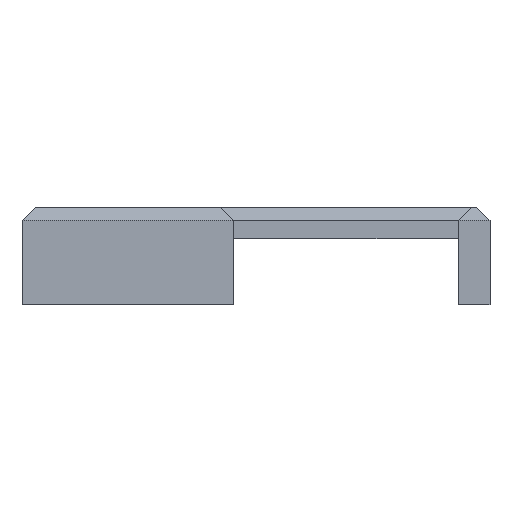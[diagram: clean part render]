
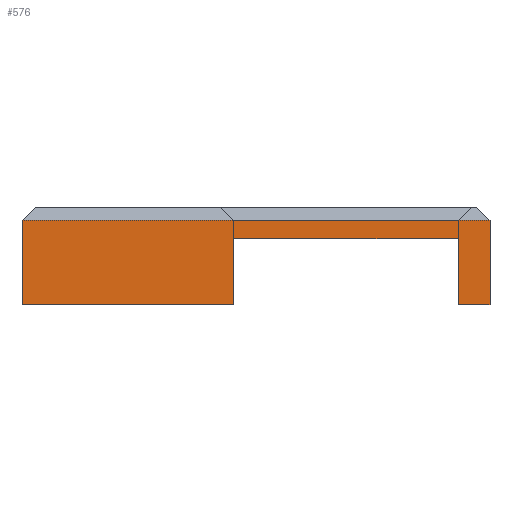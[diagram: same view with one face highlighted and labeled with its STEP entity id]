
A CAD part, front view. The second image highlights one B-rep face of the part: STEP entity #576.
In plain terms, the highlighted planar face has unit normal (0, -1, 0).
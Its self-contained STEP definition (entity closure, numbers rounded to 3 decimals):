
#154 = VERTEX_POINT('',#155);
#155 = CARTESIAN_POINT('',(0.,-49.2,3.2));
#202 = VERTEX_POINT('',#203);
#203 = CARTESIAN_POINT('',(17.7,-49.2,3.2));
#209 = EDGE_CURVE('',#154,#202,#210,.T.);
#210 = LINE('',#211,#212);
#211 = CARTESIAN_POINT('',(0.,-49.2,3.2));
#212 = VECTOR('',#213,1.);
#213 = DIRECTION('',(1.,0.,0.));
#370 = EDGE_CURVE('',#154,#371,#373,.T.);
#371 = VERTEX_POINT('',#372);
#372 = CARTESIAN_POINT('',(0.,-49.2,0.));
#373 = LINE('',#374,#375);
#374 = CARTESIAN_POINT('',(0.,-49.2,3.7));
#375 = VECTOR('',#376,1.);
#376 = DIRECTION('',(0.,0.,-1.));
#576 = ADVANCED_FACE('',(#577),#627,.F.);
#577 = FACE_BOUND('',#578,.F.);
#578 = EDGE_LOOP('',(#579,#587,#595,#603,#611,#619,#625,#626));
#579 = ORIENTED_EDGE('',*,*,#580,.F.);
#580 = EDGE_CURVE('',#581,#202,#583,.T.);
#581 = VERTEX_POINT('',#582);
#582 = CARTESIAN_POINT('',(17.7,-49.2,0.));
#583 = LINE('',#584,#585);
#584 = CARTESIAN_POINT('',(17.7,-49.2,0.));
#585 = VECTOR('',#586,1.);
#586 = DIRECTION('',(0.,0.,1.));
#587 = ORIENTED_EDGE('',*,*,#588,.F.);
#588 = EDGE_CURVE('',#589,#581,#591,.T.);
#589 = VERTEX_POINT('',#590);
#590 = CARTESIAN_POINT('',(16.5,-49.2,0.));
#591 = LINE('',#592,#593);
#592 = CARTESIAN_POINT('',(16.5,-49.2,0.));
#593 = VECTOR('',#594,1.);
#594 = DIRECTION('',(1.,0.,0.));
#595 = ORIENTED_EDGE('',*,*,#596,.F.);
#596 = EDGE_CURVE('',#597,#589,#599,.T.);
#597 = VERTEX_POINT('',#598);
#598 = CARTESIAN_POINT('',(16.5,-49.2,2.5));
#599 = LINE('',#600,#601);
#600 = CARTESIAN_POINT('',(16.5,-49.2,2.5));
#601 = VECTOR('',#602,1.);
#602 = DIRECTION('',(0.,0.,-1.));
#603 = ORIENTED_EDGE('',*,*,#604,.F.);
#604 = EDGE_CURVE('',#605,#597,#607,.T.);
#605 = VERTEX_POINT('',#606);
#606 = CARTESIAN_POINT('',(8.,-49.2,2.5));
#607 = LINE('',#608,#609);
#608 = CARTESIAN_POINT('',(8.,-49.2,2.5));
#609 = VECTOR('',#610,1.);
#610 = DIRECTION('',(1.,0.,0.));
#611 = ORIENTED_EDGE('',*,*,#612,.F.);
#612 = EDGE_CURVE('',#613,#605,#615,.T.);
#613 = VERTEX_POINT('',#614);
#614 = CARTESIAN_POINT('',(8.,-49.2,0.));
#615 = LINE('',#616,#617);
#616 = CARTESIAN_POINT('',(8.,-49.2,0.));
#617 = VECTOR('',#618,1.);
#618 = DIRECTION('',(0.,0.,1.));
#619 = ORIENTED_EDGE('',*,*,#620,.F.);
#620 = EDGE_CURVE('',#371,#613,#621,.T.);
#621 = LINE('',#622,#623);
#622 = CARTESIAN_POINT('',(0.,-49.2,0.));
#623 = VECTOR('',#624,1.);
#624 = DIRECTION('',(1.,0.,0.));
#625 = ORIENTED_EDGE('',*,*,#370,.F.);
#626 = ORIENTED_EDGE('',*,*,#209,.T.);
#627 = PLANE('',#628);
#628 = AXIS2_PLACEMENT_3D('',#629,#630,#631);
#629 = CARTESIAN_POINT('',(9.206,-49.2,2.232));
#630 = DIRECTION('',(0.,1.,0.));
#631 = DIRECTION('',(0.,0.,1.));
